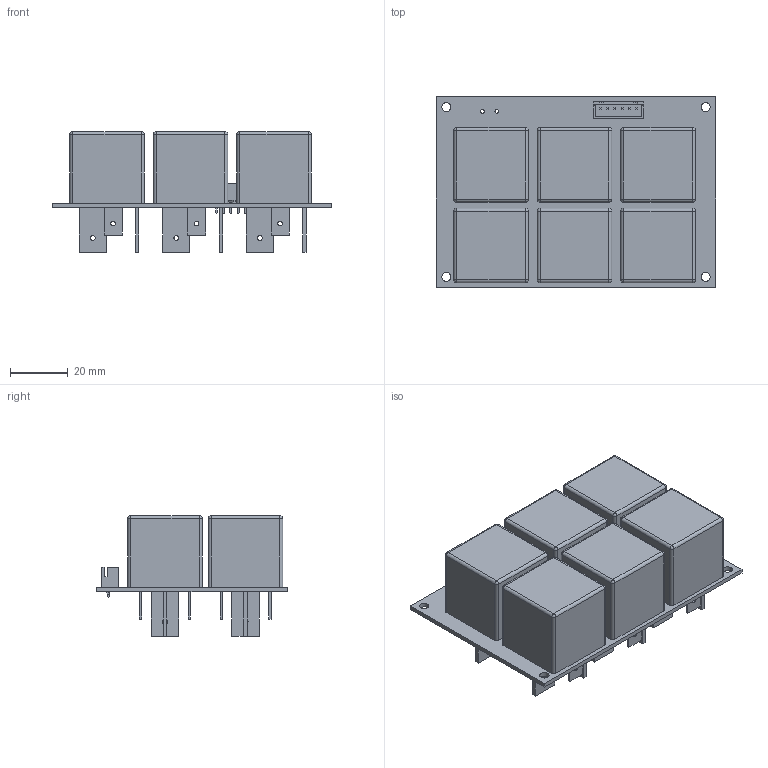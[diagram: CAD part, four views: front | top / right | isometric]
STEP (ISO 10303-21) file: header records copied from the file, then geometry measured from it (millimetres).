
FILE_DESCRIPTION(('KiCad electronic assembly'),'2;1');
FILE_NAME('relay board.step','2026-02-15T19:20:00',('Pcbnew'),('Kicad'), 'Open CASCADE STEP processor 7.9','KiCad to STEP converter','Unknown' );
FILE_SCHEMA(('AUTOMOTIVE_DESIGN { 1 0 10303 214 1 1 1 1 }'));
Length unit declared in the file: millimetre
Products named in the file (4): relay board 1; 1-1414286-0; JST_XH_B6B-XH-A_1x06_P2.50mm_Vertical; relay board_PCB
Assembly tree (8 placements, depth 2):
  relay board 1
    1-1414286-0  x6
    JST_XH_B6B-XH-A_1x06_P2.50mm_Vertical
    relay board_PCB
Bounding box: 97 x 66 x 41.9 mm (x, y, z)
Volume: 112200.7 mm3; surface area: 43446.7 mm2
Topology: 8 solids, 8 shells, 579 faces, 1467 edges, 940 vertices
Faces by surface type: plane 419, cylinder 136, sphere 24
Full cylindrical faces by diameter (mm): 0.95 x6, 1.3 x2, 3.2 x4
Entity records: 12256 total; most frequent: CARTESIAN_POINT 1886, ORIENTED_EDGE 1854, DIRECTION 1755, EDGE_CURVE 927, LINE 815, VECTOR 815, VERTEX_POINT 600, AXIS2_PLACEMENT_3D 470
